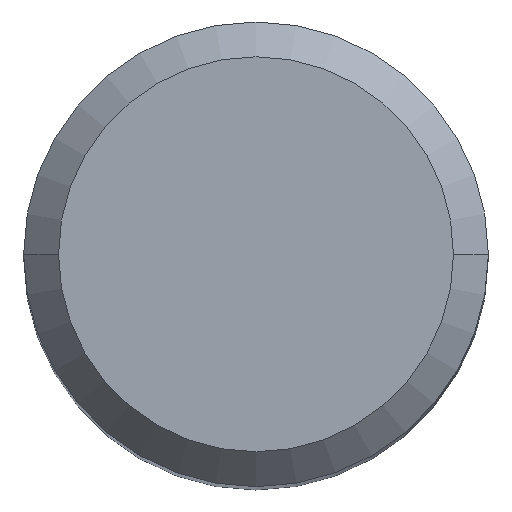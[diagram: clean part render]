
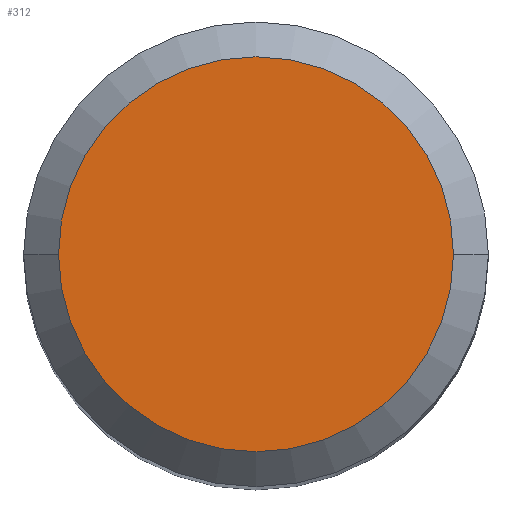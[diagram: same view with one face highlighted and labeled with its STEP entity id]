
A CAD part, top view. The second image highlights one B-rep face of the part: STEP entity #312.
In plain terms, the highlighted planar face has unit normal (0, 0, 1).
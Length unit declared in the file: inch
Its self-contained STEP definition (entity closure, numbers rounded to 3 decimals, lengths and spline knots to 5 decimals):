
#4 = FACE_OUTER_BOUND ( 'NONE', #288, .T. ) ;
#5 = VERTEX_POINT ( 'NONE', #474 ) ;
#8 = AXIS2_PLACEMENT_3D ( 'NONE', #143, #330, #149 ) ;
#45 = AXIS2_PLACEMENT_3D ( 'NONE', #128, #192, #90 ) ;
#63 = CIRCLE ( 'NONE', #8, 0.15937 ) ;
#67 = DIRECTION ( 'NONE',  ( 0., 0., -1. ) ) ;
#90 = DIRECTION ( 'NONE',  ( 1., 0., 0. ) ) ;
#128 = CARTESIAN_POINT ( 'NONE',  ( 0., 0., 0. ) ) ;
#129 = CARTESIAN_POINT ( 'NONE',  ( 0.15937, 0., 0. ) ) ;
#143 = CARTESIAN_POINT ( 'NONE',  ( 0., 0., 0. ) ) ;
#146 = PLANE ( 'NONE',  #435 ) ;
#149 = DIRECTION ( 'NONE',  ( 1., 0., 0. ) ) ;
#151 = DIRECTION ( 'NONE',  ( -1., 0., 0. ) ) ;
#156 = VERTEX_POINT ( 'NONE', #129 ) ;
#184 = ORIENTED_EDGE ( 'NONE', *, *, #200, .T. ) ;
#192 = DIRECTION ( 'NONE',  ( 0., 0., 1. ) ) ;
#200 = EDGE_CURVE ( 'NONE', #5, #156, #63, .T. ) ;
#220 = CARTESIAN_POINT ( 'NONE',  ( 0., 0., 0. ) ) ;
#267 = CIRCLE ( 'NONE', #45, 0.15937 ) ;
#288 = EDGE_LOOP ( 'NONE', ( #184, #377 ) ) ;
#312 = ADVANCED_FACE ( 'NONE', ( #4 ), #146, .F. ) ;
#330 = DIRECTION ( 'NONE',  ( 0., 0., 1. ) ) ;
#370 = EDGE_CURVE ( 'NONE', #156, #5, #267, .T. ) ;
#377 = ORIENTED_EDGE ( 'NONE', *, *, #370, .T. ) ;
#435 = AXIS2_PLACEMENT_3D ( 'NONE', #220, #67, #151 ) ;
#474 = CARTESIAN_POINT ( 'NONE',  ( -0.15937, 0., 0. ) ) ;
